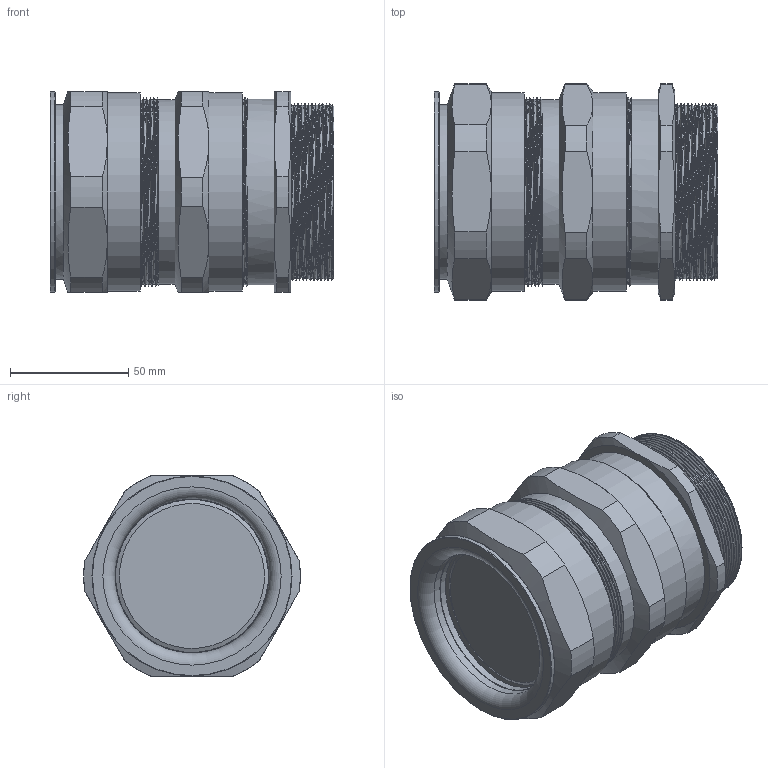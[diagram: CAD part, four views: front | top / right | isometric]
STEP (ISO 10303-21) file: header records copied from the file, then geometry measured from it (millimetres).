
FILE_DESCRIPTION(/* description */ ('ADE-4F M75x1,5'),/* implementation_level */ '2;1');
FILE_NAME(/* name */ '00847394V1-RST.stp',/* time_stamp */ '2021-07-21T09:40:50+02:00',/* author */ ('sl'),/* organization */ (''),/* preprocessor_version */ 'ST-DEVELOPER v16.5',/* originating_system */ 'Autodesk Inventor 2017',/* authorisation */ '');
FILE_SCHEMA (('AUTOMOTIVE_DESIGN { 1 0 10303 214 3 1 1 }'));
Length unit declared in the file: millimetre
Products named in the file (9): 00847394V1; 00847394V1_1; 00847394V1_2; 00847394V1_3; 00847394V1_4; 00847394V1_5; 00847394V1_6; 00847394V1_7; 00847394V1_8
Assembly tree (8 placements, depth 2):
  00847394V1
    00847394V1_1
    00847394V1_2
    00847394V1_3
    00847394V1_4
    00847394V1_5
    00847394V1_6
    00847394V1_7
    00847394V1_8
Bounding box: 120.11 x 91.62 x 85 mm (x, y, z)
Volume: 259233 mm3; surface area: 159651.4 mm2
Topology: 10 solids, 10 shells, 247 faces, 557 edges, 352 vertices
Faces by surface type: cylinder 110, plane 65, cone 42, torus 20, bspline 10
Full cylindrical faces by diameter (mm): 56 x1, 56.08 x1, 56.48 x1, 56.6 x1, 56.705 x1, 60.2 x1, 60.22 x1, 60.93 x1, 61.49 x1, 64.65 x1, 64.81 x1, 65 x1, 65.05 x1, 65.39 x1, 65.41 x1, 66.15 x1, 66.38 x2, 67.05 x1, 70 x1, 70.04 x1, 70.13 x1, 71.66 x1, 73.18 x1, 73.59 x1, 73.79 x1, 73.85 x1, 74.28 x1, 75.28 x1, 76.8 x15, 77.34 x1
Entity records: 16108 total; most frequent: CARTESIAN_POINT 12056, DIRECTION 830, ORIENTED_EDGE 662, AXIS2_PLACEMENT_3D 397, EDGE_CURVE 329, EDGE_LOOP 316, VERTEX_POINT 247, FACE_OUTER_BOUND 201
